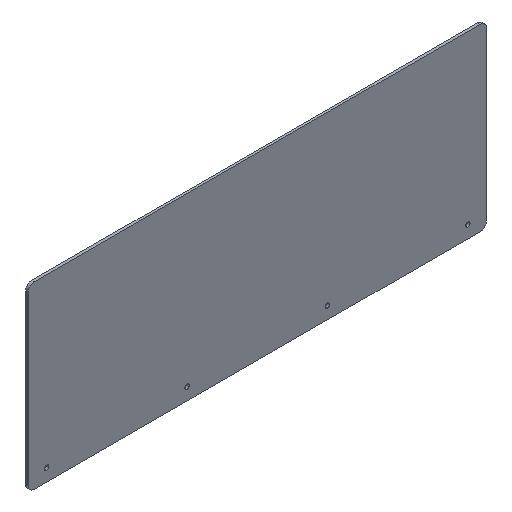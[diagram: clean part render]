
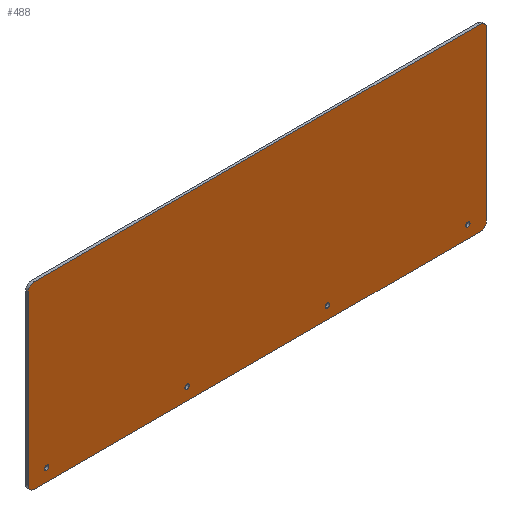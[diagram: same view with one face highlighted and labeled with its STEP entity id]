
A CAD part, isometric view. The second image highlights one B-rep face of the part: STEP entity #488.
In plain terms, the highlighted planar face has unit normal (0, -1, 0).
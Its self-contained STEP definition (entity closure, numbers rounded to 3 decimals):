
#3 = CARTESIAN_POINT ( 'NONE',  ( 241.667, -2., -135. ) ) ;
#6 = DIRECTION ( 'NONE',  ( 0., 1., 0. ) ) ;
#8 = CIRCLE ( 'NONE', #125, 1.75 ) ;
#14 = ORIENTED_EDGE ( 'NONE', *, *, #461, .F. ) ;
#21 = AXIS2_PLACEMENT_3D ( 'NONE', #389, #391, #600 ) ;
#27 = VERTEX_POINT ( 'NONE', #31 ) ;
#31 = CARTESIAN_POINT ( 'NONE',  ( 128.333, -2., -133.25 ) ) ;
#34 = EDGE_CURVE ( 'NONE', #361, #595, #315, .T. ) ;
#39 = DIRECTION ( 'NONE',  ( 0., 0., -1. ) ) ;
#40 = AXIS2_PLACEMENT_3D ( 'NONE', #80, #470, #239 ) ;
#41 = AXIS2_PLACEMENT_3D ( 'NONE', #582, #142, #436 ) ;
#44 = CARTESIAN_POINT ( 'NONE',  ( 5., -2., -145. ) ) ;
#47 = DIRECTION ( 'NONE',  ( 0., 1., 0. ) ) ;
#49 = VECTOR ( 'NONE', #137, 1000. ) ;
#50 = LINE ( 'NONE', #295, #227 ) ;
#52 = ORIENTED_EDGE ( 'NONE', *, *, #367, .F. ) ;
#54 = CARTESIAN_POINT ( 'NONE',  ( 0., -2., -140. ) ) ;
#62 = EDGE_CURVE ( 'NONE', #620, #63, #157, .T. ) ;
#63 = VERTEX_POINT ( 'NONE', #444 ) ;
#66 = EDGE_CURVE ( 'NONE', #411, #27, #8, .T. ) ;
#67 = EDGE_LOOP ( 'NONE', ( #127, #190 ) ) ;
#71 = AXIS2_PLACEMENT_3D ( 'NONE', #100, #47, #447 ) ;
#73 = EDGE_CURVE ( 'NONE', #595, #361, #558, .T. ) ;
#76 = EDGE_CURVE ( 'NONE', #27, #411, #625, .T. ) ;
#79 = CIRCLE ( 'NONE', #437, 1.75 ) ;
#80 = CARTESIAN_POINT ( 'NONE',  ( 15., -2., -135. ) ) ;
#85 = LINE ( 'NONE', #422, #569 ) ;
#90 = CIRCLE ( 'NONE', #21, 1.75 ) ;
#93 = CARTESIAN_POINT ( 'NONE',  ( 241.667, -2., -136.75 ) ) ;
#95 = VERTEX_POINT ( 'NONE', #54 ) ;
#99 = DIRECTION ( 'NONE',  ( -1., 0., 0. ) ) ;
#100 = CARTESIAN_POINT ( 'NONE',  ( 128.333, -2., -135. ) ) ;
#101 = EDGE_LOOP ( 'NONE', ( #635, #258 ) ) ;
#102 = AXIS2_PLACEMENT_3D ( 'NONE', #3, #546, #296 ) ;
#111 = AXIS2_PLACEMENT_3D ( 'NONE', #529, #280, #39 ) ;
#125 = AXIS2_PLACEMENT_3D ( 'NONE', #344, #6, #202 ) ;
#127 = ORIENTED_EDGE ( 'NONE', *, *, #76, .T. ) ;
#130 = EDGE_CURVE ( 'NONE', #402, #148, #207, .T. ) ;
#137 = DIRECTION ( 'NONE',  ( 0., 0., -1. ) ) ;
#139 = FACE_BOUND ( 'NONE', #101, .T. ) ;
#142 = DIRECTION ( 'NONE',  ( 0., -1., 0. ) ) ;
#146 = CARTESIAN_POINT ( 'NONE',  ( 365., -2., 0. ) ) ;
#148 = VERTEX_POINT ( 'NONE', #205 ) ;
#149 = DIRECTION ( 'NONE',  ( 0., 0., -1. ) ) ;
#152 = ORIENTED_EDGE ( 'NONE', *, *, #253, .T. ) ;
#153 = CARTESIAN_POINT ( 'NONE',  ( 5., -2., -140. ) ) ;
#154 = DIRECTION ( 'NONE',  ( 0., 0., -1. ) ) ;
#156 = ORIENTED_EDGE ( 'NONE', *, *, #556, .T. ) ;
#157 = CIRCLE ( 'NONE', #40, 1.75 ) ;
#163 = EDGE_CURVE ( 'NONE', #268, #173, #90, .T. ) ;
#173 = VERTEX_POINT ( 'NONE', #480 ) ;
#177 = AXIS2_PLACEMENT_3D ( 'NONE', #153, #478, #149 ) ;
#183 = LINE ( 'NONE', #234, #49 ) ;
#190 = ORIENTED_EDGE ( 'NONE', *, *, #66, .T. ) ;
#192 = FACE_BOUND ( 'NONE', #420, .T. ) ;
#201 = DIRECTION ( 'NONE',  ( 0., 0., -1. ) ) ;
#202 = DIRECTION ( 'NONE',  ( 0., 0., -1. ) ) ;
#203 = FACE_BOUND ( 'NONE', #67, .T. ) ;
#205 = CARTESIAN_POINT ( 'NONE',  ( 370., -2., -140. ) ) ;
#207 = CIRCLE ( 'NONE', #283, 5. ) ;
#210 = DIRECTION ( 'NONE',  ( 0., 0., -1. ) ) ;
#213 = DIRECTION ( 'NONE',  ( 0., 1., 0. ) ) ;
#227 = VECTOR ( 'NONE', #426, 1000. ) ;
#228 = ORIENTED_EDGE ( 'NONE', *, *, #551, .T. ) ;
#229 = CARTESIAN_POINT ( 'NONE',  ( 241.667, -2., -133.25 ) ) ;
#234 = CARTESIAN_POINT ( 'NONE',  ( 370., -2., 0. ) ) ;
#238 = FACE_BOUND ( 'NONE', #604, .T. ) ;
#239 = DIRECTION ( 'NONE',  ( 0., 0., -1. ) ) ;
#241 = DIRECTION ( 'NONE',  ( 0., -1., 0. ) ) ;
#248 = CARTESIAN_POINT ( 'NONE',  ( 370., -2., -5. ) ) ;
#253 = EDGE_CURVE ( 'NONE', #173, #268, #502, .T. ) ;
#258 = ORIENTED_EDGE ( 'NONE', *, *, #262, .T. ) ;
#260 = DIRECTION ( 'NONE',  ( 0., 1., 0. ) ) ;
#262 = EDGE_CURVE ( 'NONE', #63, #620, #79, .T. ) ;
#267 = CARTESIAN_POINT ( 'NONE',  ( 355., -2., -136.75 ) ) ;
#268 = VERTEX_POINT ( 'NONE', #267 ) ;
#279 = CARTESIAN_POINT ( 'NONE',  ( 365., -2., -145. ) ) ;
#280 = DIRECTION ( 'NONE',  ( 0., 1., 0. ) ) ;
#283 = AXIS2_PLACEMENT_3D ( 'NONE', #495, #539, #154 ) ;
#285 = CARTESIAN_POINT ( 'NONE',  ( 5., -2., 0. ) ) ;
#287 = EDGE_LOOP ( 'NONE', ( #507, #156, #52, #510, #14, #228, #326, #456 ) ) ;
#294 = CIRCLE ( 'NONE', #41, 5. ) ;
#295 = CARTESIAN_POINT ( 'NONE',  ( 0., -2., 0. ) ) ;
#296 = DIRECTION ( 'NONE',  ( 0., 0., -1. ) ) ;
#309 = VERTEX_POINT ( 'NONE', #498 ) ;
#315 = CIRCLE ( 'NONE', #111, 1.75 ) ;
#326 = ORIENTED_EDGE ( 'NONE', *, *, #533, .F. ) ;
#333 = DIRECTION ( 'NONE',  ( 0., -1., 0. ) ) ;
#335 = VECTOR ( 'NONE', #99, 1000. ) ;
#337 = CARTESIAN_POINT ( 'NONE',  ( 0., -2., 0. ) ) ;
#343 = DIRECTION ( 'NONE',  ( 0., 0., -1. ) ) ;
#344 = CARTESIAN_POINT ( 'NONE',  ( 128.333, -2., -135. ) ) ;
#361 = VERTEX_POINT ( 'NONE', #229 ) ;
#366 = ORIENTED_EDGE ( 'NONE', *, *, #163, .T. ) ;
#367 = EDGE_CURVE ( 'NONE', #493, #458, #85, .T. ) ;
#370 = EDGE_CURVE ( 'NONE', #445, #148, #183, .T. ) ;
#372 = ORIENTED_EDGE ( 'NONE', *, *, #34, .T. ) ;
#389 = CARTESIAN_POINT ( 'NONE',  ( 355., -2., -135. ) ) ;
#391 = DIRECTION ( 'NONE',  ( 0., 1., 0. ) ) ;
#402 = VERTEX_POINT ( 'NONE', #279 ) ;
#408 = CARTESIAN_POINT ( 'NONE',  ( 15., -2., -133.25 ) ) ;
#411 = VERTEX_POINT ( 'NONE', #574 ) ;
#420 = EDGE_LOOP ( 'NONE', ( #152, #366 ) ) ;
#422 = CARTESIAN_POINT ( 'NONE',  ( 0., -2., 0. ) ) ;
#426 = DIRECTION ( 'NONE',  ( 0., 0., 1. ) ) ;
#436 = DIRECTION ( 'NONE',  ( 0., 0., -1. ) ) ;
#437 = AXIS2_PLACEMENT_3D ( 'NONE', #561, #213, #210 ) ;
#444 = CARTESIAN_POINT ( 'NONE',  ( 15., -2., -136.75 ) ) ;
#445 = VERTEX_POINT ( 'NONE', #248 ) ;
#447 = DIRECTION ( 'NONE',  ( 0., 0., -1. ) ) ;
#451 = VERTEX_POINT ( 'NONE', #44 ) ;
#453 = DIRECTION ( 'NONE',  ( 0., 0., -1. ) ) ;
#456 = ORIENTED_EDGE ( 'NONE', *, *, #130, .T. ) ;
#458 = VERTEX_POINT ( 'NONE', #146 ) ;
#460 = AXIS2_PLACEMENT_3D ( 'NONE', #337, #241, #201 ) ;
#461 = EDGE_CURVE ( 'NONE', #95, #309, #50, .T. ) ;
#467 = AXIS2_PLACEMENT_3D ( 'NONE', #603, #260, #453 ) ;
#470 = DIRECTION ( 'NONE',  ( 0., 1., 0. ) ) ;
#474 = DIRECTION ( 'NONE',  ( 1., 0., 0. ) ) ;
#478 = DIRECTION ( 'NONE',  ( 0., -1., 0. ) ) ;
#480 = CARTESIAN_POINT ( 'NONE',  ( 355., -2., -133.25 ) ) ;
#481 = CARTESIAN_POINT ( 'NONE',  ( 0., -2., -145. ) ) ;
#482 = EDGE_CURVE ( 'NONE', #493, #309, #294, .T. ) ;
#486 = FACE_OUTER_BOUND ( 'NONE', #287, .T. ) ;
#488 = ADVANCED_FACE ( 'NONE', ( #139, #238, #192, #203, #486 ), #489, .T. ) ;
#489 = PLANE ( 'NONE',  #460 ) ;
#493 = VERTEX_POINT ( 'NONE', #285 ) ;
#495 = CARTESIAN_POINT ( 'NONE',  ( 365., -2., -140. ) ) ;
#498 = CARTESIAN_POINT ( 'NONE',  ( 0., -2., -5. ) ) ;
#502 = CIRCLE ( 'NONE', #467, 1.75 ) ;
#507 = ORIENTED_EDGE ( 'NONE', *, *, #370, .F. ) ;
#510 = ORIENTED_EDGE ( 'NONE', *, *, #482, .T. ) ;
#525 = CIRCLE ( 'NONE', #545, 5. ) ;
#529 = CARTESIAN_POINT ( 'NONE',  ( 241.667, -2., -135. ) ) ;
#533 = EDGE_CURVE ( 'NONE', #402, #451, #593, .T. ) ;
#534 = CIRCLE ( 'NONE', #177, 5. ) ;
#539 = DIRECTION ( 'NONE',  ( 0., -1., 0. ) ) ;
#545 = AXIS2_PLACEMENT_3D ( 'NONE', #628, #333, #343 ) ;
#546 = DIRECTION ( 'NONE',  ( 0., 1., 0. ) ) ;
#551 = EDGE_CURVE ( 'NONE', #95, #451, #534, .T. ) ;
#554 = ORIENTED_EDGE ( 'NONE', *, *, #73, .T. ) ;
#556 = EDGE_CURVE ( 'NONE', #445, #458, #525, .T. ) ;
#558 = CIRCLE ( 'NONE', #102, 1.75 ) ;
#561 = CARTESIAN_POINT ( 'NONE',  ( 15., -2., -135. ) ) ;
#569 = VECTOR ( 'NONE', #474, 1000. ) ;
#574 = CARTESIAN_POINT ( 'NONE',  ( 128.333, -2., -136.75 ) ) ;
#582 = CARTESIAN_POINT ( 'NONE',  ( 5., -2., -5. ) ) ;
#593 = LINE ( 'NONE', #481, #335 ) ;
#595 = VERTEX_POINT ( 'NONE', #93 ) ;
#600 = DIRECTION ( 'NONE',  ( 0., 0., -1. ) ) ;
#603 = CARTESIAN_POINT ( 'NONE',  ( 355., -2., -135. ) ) ;
#604 = EDGE_LOOP ( 'NONE', ( #372, #554 ) ) ;
#620 = VERTEX_POINT ( 'NONE', #408 ) ;
#625 = CIRCLE ( 'NONE', #71, 1.75 ) ;
#628 = CARTESIAN_POINT ( 'NONE',  ( 365., -2., -5. ) ) ;
#635 = ORIENTED_EDGE ( 'NONE', *, *, #62, .T. ) ;
